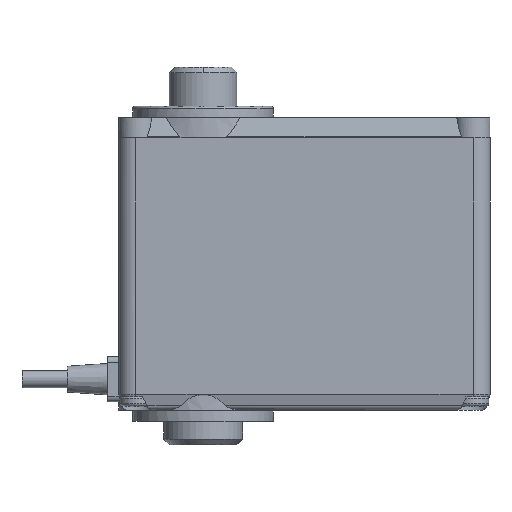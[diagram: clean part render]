
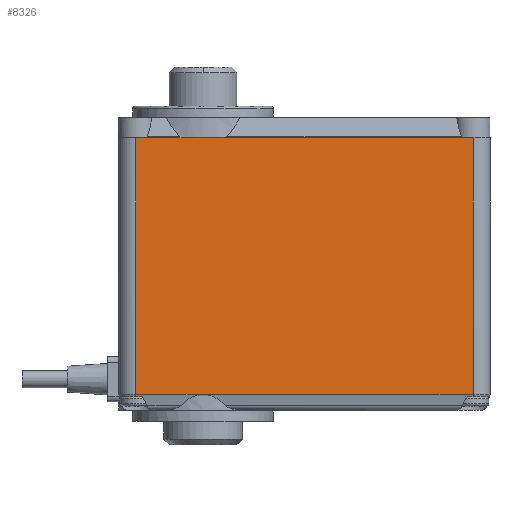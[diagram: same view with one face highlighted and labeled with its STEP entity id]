
A CAD part, front view. The second image highlights one B-rep face of the part: STEP entity #8326.
In plain terms, the highlighted planar face has unit normal (0, -1, 0).
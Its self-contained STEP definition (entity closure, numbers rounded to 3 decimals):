
#4296=CARTESIAN_POINT('',(0.,-7.5,-13.1));
#4297=VERTEX_POINT('',#4296);
#4329=CARTESIAN_POINT('',(24.0,-7.5,-13.1));
#4330=VERTEX_POINT('',#4329);
#4337=CARTESIAN_POINT('',(24.0,-7.5,-13.1));
#4338=DIRECTION('',(-1.0,0.,0.0));
#4339=VECTOR('',#4338,1.0);
#4340=LINE('',#4337,#4339);
#4341=EDGE_CURVE('',#4330,#4297,#4340,.T.);
#4951=CARTESIAN_POINT('',(-6.0,-7.5,-13.1));
#4952=VERTEX_POINT('',#4951);
#5082=CARTESIAN_POINT('',(24.0,-7.5,9.7));
#5083=VERTEX_POINT('',#5082);
#5084=CARTESIAN_POINT('',(24.0,-7.5,-11.0));
#5085=DIRECTION('',(0.0,0.0,-1.0));
#5086=VECTOR('',#5085,1.0);
#5087=LINE('',#5084,#5086);
#5088=EDGE_CURVE('',#5083,#4330,#5087,.T.);
#5286=CARTESIAN_POINT('',(-6.0,-7.5,9.7));
#5287=VERTEX_POINT('',#5286);
#5288=CARTESIAN_POINT('',(-6.0,-7.5,-13.1));
#5289=DIRECTION('',(0.0,0.0,1.0));
#5290=VECTOR('',#5289,1.0);
#5291=LINE('',#5288,#5290);
#5292=EDGE_CURVE('',#4952,#5287,#5291,.T.);
#7058=CARTESIAN_POINT('',(-5.9,-7.5,9.7));
#7059=VERTEX_POINT('',#7058);
#7475=CARTESIAN_POINT('',(23.9,-7.5,9.7));
#7476=VERTEX_POINT('',#7475);
#7486=CARTESIAN_POINT('',(24.0,-7.5,9.7));
#7487=DIRECTION('',(-1.,0.,0.0));
#7488=VECTOR('',#7487,1.);
#7489=LINE('',#7486,#7488);
#7490=EDGE_CURVE('',#5083,#7476,#7489,.T.);
#7584=CARTESIAN_POINT('',(0.,-7.5,9.7));
#7585=VERTEX_POINT('',#7584);
#7586=CARTESIAN_POINT('',(0.,-7.5,9.7));
#7587=DIRECTION('',(-1.0,0.0,0.0));
#7588=VECTOR('',#7587,1.);
#7589=LINE('',#7586,#7588);
#7590=EDGE_CURVE('',#7585,#7059,#7589,.T.);
#7783=CARTESIAN_POINT('',(23.9,-7.5,9.7));
#7784=DIRECTION('',(-1.0,0.,0.0));
#7785=VECTOR('',#7784,1.0);
#7786=LINE('',#7783,#7785);
#7787=EDGE_CURVE('',#7476,#7585,#7786,.T.);
#7963=CARTESIAN_POINT('',(-6.0,-7.5,9.7));
#7964=DIRECTION('',(1.0,0.,0.));
#7965=VECTOR('',#7964,1.0);
#7966=LINE('',#7963,#7965);
#7967=EDGE_CURVE('',#5287,#7059,#7966,.T.);
#8271=CARTESIAN_POINT('',(-3.0,-7.5,-13.1));
#8272=DIRECTION('',(-1.,0.,0.0));
#8273=VECTOR('',#8272,1.);
#8274=LINE('',#8271,#8273);
#8275=EDGE_CURVE('',#4297,#4952,#8274,.T.);
#8311=CARTESIAN_POINT('',(-7.5,-7.5,-14.24));
#8312=DIRECTION('',(0.0,-1.0,0.0));
#8313=DIRECTION('',(1.0,0.0,0.0));
#8314=AXIS2_PLACEMENT_3D('',#8311,#8312,#8313);
#8315=PLANE('',#8314);
#8316=ORIENTED_EDGE('',*,*,#7787,.T.);
#8317=ORIENTED_EDGE('',*,*,#7590,.T.);
#8318=ORIENTED_EDGE('',*,*,#7967,.F.);
#8319=ORIENTED_EDGE('',*,*,#5292,.F.);
#8320=ORIENTED_EDGE('',*,*,#8275,.F.);
#8321=ORIENTED_EDGE('',*,*,#4341,.F.);
#8322=ORIENTED_EDGE('',*,*,#5088,.F.);
#8323=ORIENTED_EDGE('',*,*,#7490,.T.);
#8324=EDGE_LOOP('',(#8316,#8317,#8318,#8319,#8320,#8321,#8322,#8323));
#8325=FACE_OUTER_BOUND('',#8324,.T.);
#8326=ADVANCED_FACE('',(#8325),#8315,.T.);
